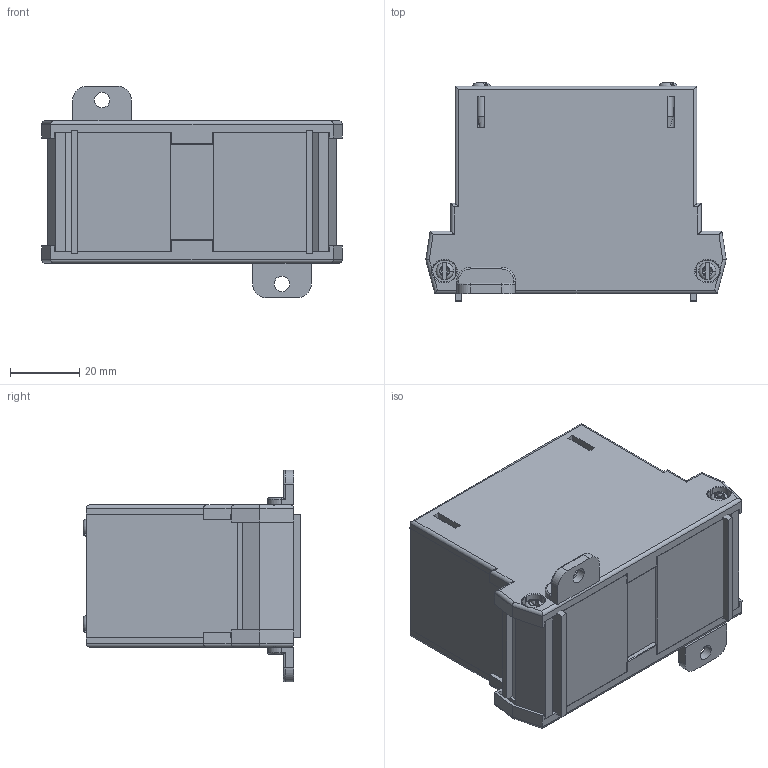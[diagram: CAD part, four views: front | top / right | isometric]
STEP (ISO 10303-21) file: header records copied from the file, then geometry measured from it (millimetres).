
FILE_DESCRIPTION (( 'STEP AP214' ), '1' );
FILE_NAME ('WE-035-1.STEP', '2022-01-17T11:49:19', ( '' ), ( '' ), 'SwSTEP 2.0', 'SolidWorks 2017', '' );
FILE_SCHEMA (( 'AUTOMOTIVE_DESIGN' ));
Length unit declared in the file: millimetre
Products named in the file (22): Top cover 35; End Piece_with Cover-final; Side Screw; Foot Bracket-small-New; Profile - 72-035; Base PCB WE-035; WE-035-1
Assembly tree (15 placements, depth 2):
  Top cover 35
  Side Screw
  Foot Bracket-small-New
  End Piece_with Cover-final
  Profile - 72-035
Bounding box: 86.9 x 63.05 x 61.2 mm (x, y, z)
Volume: 51750.1 mm3; surface area: 65008 mm2
Topology: 15 solids, 15 shells, 1070 faces, 2806 edges, 1780 vertices
Faces by surface type: plane 702, cylinder 206, torus 68, cone 48, bspline 36, sphere 10
Entity records: 17196 total; most frequent: CARTESIAN_POINT 3262, ORIENTED_EDGE 2864, DIRECTION 2695, EDGE_CURVE 1432, LINE 1155, VECTOR 1155, VERTEX_POINT 921, AXIS2_PLACEMENT_3D 770
